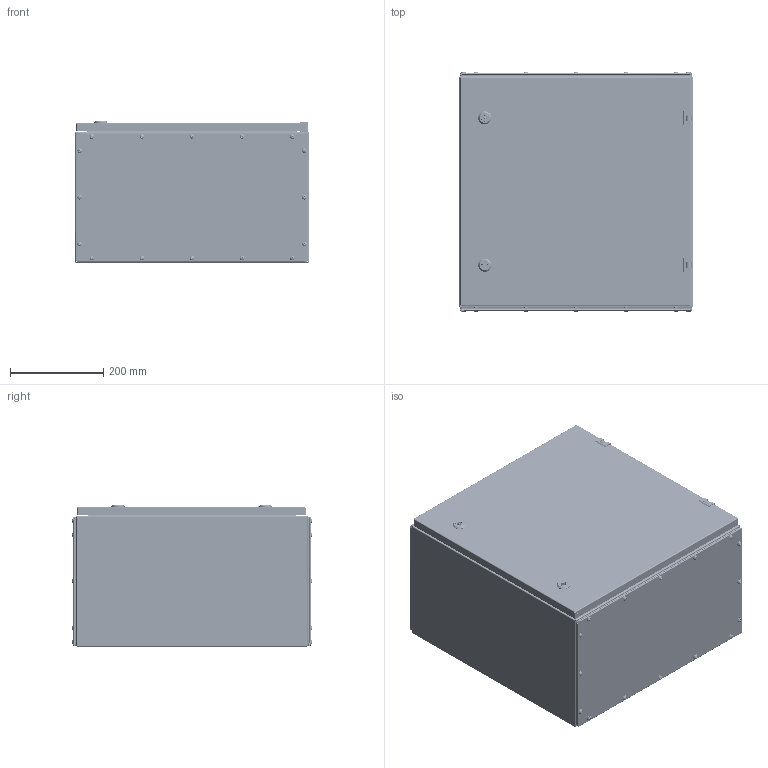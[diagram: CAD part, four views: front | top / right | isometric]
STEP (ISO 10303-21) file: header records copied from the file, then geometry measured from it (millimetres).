
FILE_DESCRIPTION (( 'STEP AP214' ), '1' );
FILE_NAME ('10.050.050.30.STEP', '2024-05-28T10:40:39', ( '' ), ( '' ), 'SwSTEP 2.0', 'SolidWorks 2021', '' );
FILE_SCHEMA (( 'AUTOMOTIVE_DESIGN' ));
Length unit declared in the file: millimetre
Products named in the file (25): Ïðîêëàäêà êðûøêè W500D300; ﾇ瑟鶴 ﾀﾑ ms1000-3M.stp; 嵑謺麃 檐; 8SJ_S1B_0001.stp; 10.050.050.30; Áîëò Ì6õ10 ñ øåñòèãðàííîé ãîëîâêîé ñ ïðåññøàéáîé; Øïèëüêà ïðèâàðíàÿ Ì6õ20; Êîðïóñ øêàôà W500H500D300; 8SJ_MS705_0760.stp; Êàðêàñ øêàôà W500H500D300; Øïèëüêà ïðèâàðíàÿ Ì6õ10; Ãàñêåòèíã äâåðè W500H500; 8SJ_MS705-1_0040.stp; ﾄ粢 ﾑﾁ W500H500; Çàêëåïêà ðåçüáîâàÿ Ì5 øåñòèãðàííàÿ ñ óìåíüøåííûì áîðòîì; Äâåðíîå ïîëîòíî W500H500; Ïåðåìû÷êà êàðêàñà W500; Çàêëåïêà ðåçüáîâàÿ Ì8 øåñòèãðàííàÿ ñ óìåíüøåííûì áîðòîì; 署赅 W500D300; Âèíò DIN 967 Ì5õ16 ñ ïîëóêðóãëîé ãîëîâêîé ñ êðåñòîîáðàçíûì øëèöåì; 8SJ_MS705_0010.stp; Øïèëüêà ïðèâàðíàÿ Ì6õ15; SW6X8.stp; Ðåéêà H500; 8SJ_MS705_0510.stp
Assembly tree (107 placements, depth 4):
  10.050.050.30
    Êàðêàñ øêàôà W500H500D300
      Êîðïóñ øêàôà W500H500D300
      Ïåðåìû÷êà êàðêàñà W500  x2
      Øïèëüêà ïðèâàðíàÿ Ì6õ15  x8
      Øïèëüêà ïðèâàðíàÿ Ì6õ20  x4
    署赅 W500D300  x2
    Ïðîêëàäêà êðûøêè W500D300  x2
    ﾄ粢 ﾑﾁ W500H500
      Äâåðíîå ïîëîòíî W500H500
      Ðåéêà H500  x2
      Ãàñêåòèíã äâåðè W500H500
      Øïèëüêà ïðèâàðíàÿ Ì6õ10  x2
      ﾇ瑟鶴 ﾀﾑ ms1000-3M.stp  x2
        8SJ_MS705_0010.stp
        8SJ_MS705_0510.stp
        8SJ_MS705_0760.stp
        8SJ_S1B_0001.stp
        8SJ_MS705-1_0040.stp
        SW6X8.stp
    嵑謺麃 檐  x2
    Áîëò Ì6õ10 ñ øåñòèãðàííîé ãîëîâêîé ñ ïðåññøàéáîé  x2
    Çàêëåïêà ðåçüáîâàÿ Ì5 øåñòèãðàííàÿ ñ óìåíüøåííûì áîðòîì  x32
    Âèíò DIN 967 Ì5õ16 ñ ïîëóêðóãëîé ãîëîâêîé ñ êðåñòîîáðàçíûì øëèöåì  x32
    Çàêëåïêà ðåçüáîâàÿ Ì8 øåñòèãðàííàÿ ñ óìåíüøåííûì áîðòîì  x4
Bounding box: 500 x 515.17 x 304.65 mm (x, y, z)
Volume: 1599462.4 mm3; surface area: 2792283.3 mm2
Topology: 107 solids, 119 shells, 6678 faces, 16904 edges, 10522 vertices
Faces by surface type: plane 2807, cylinder 2408, bspline 697, cone 324, torus 266, sphere 176
Entity records: 85981 total; most frequent: CARTESIAN_POINT 42265, ORIENTED_EDGE 9352, DIRECTION 7876, EDGE_CURVE 4682, VERTEX_POINT 2903, AXIS2_PLACEMENT_3D 2646, LINE 2584, VECTOR 2584
